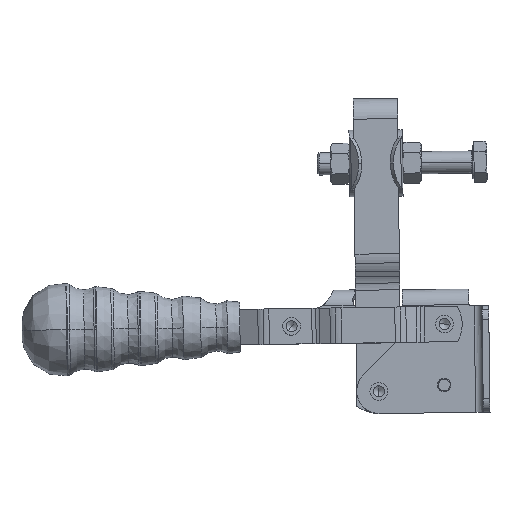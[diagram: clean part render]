
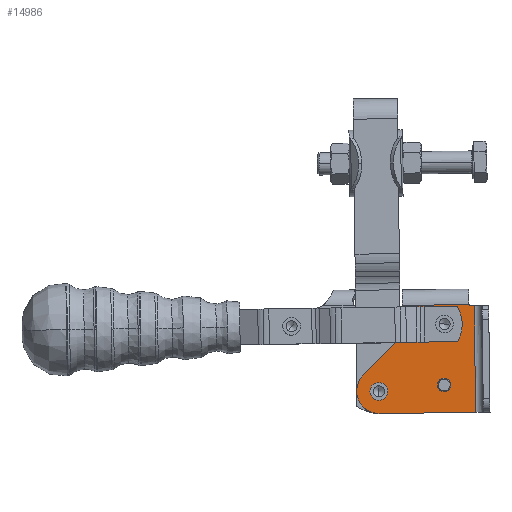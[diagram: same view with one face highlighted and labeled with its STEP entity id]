
A CAD part, front view. The second image highlights one B-rep face of the part: STEP entity #14986.
In plain terms, the highlighted planar face has unit normal (0, -1, 0).
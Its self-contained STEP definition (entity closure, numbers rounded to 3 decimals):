
#1645=CARTESIAN_POINT('',(-73.464,-60.014,-184.791));
#1646=VERTEX_POINT('',#1645);
#1662=CARTESIAN_POINT('',(-73.531,-60.014,-178.791));
#1663=VERTEX_POINT('',#1662);
#1670=CARTESIAN_POINT('',(-73.535,-60.014,-178.791));
#1671=VERTEX_POINT('',#1670);
#1672=CARTESIAN_POINT('',(-73.498,-60.014,-181.791));
#1673=DIRECTION('',(0.,1.0,0.));
#1674=DIRECTION('',(-0.013,0.,1.));
#1675=AXIS2_PLACEMENT_3D('',#1672,#1673,#1674);
#1676=CIRCLE('',#1675,3.);
#1677=EDGE_CURVE('',#1671,#1663,#1676,.T.);
#1679=CARTESIAN_POINT('',(-73.498,-60.014,-181.791));
#1680=DIRECTION('',(0.,1.0,0.));
#1681=DIRECTION('',(-0.013,0.,1.));
#1682=AXIS2_PLACEMENT_3D('',#1679,#1680,#1681);
#1683=CIRCLE('',#1682,3.);
#1684=EDGE_CURVE('',#1646,#1671,#1683,.T.);
#6404=CARTESIAN_POINT('',(-106.964,-60.014,-184.704));
#6405=VERTEX_POINT('',#6404);
#6414=CARTESIAN_POINT('',(-98.964,-60.014,-184.614));
#6415=VERTEX_POINT('',#6414);
#6416=CARTESIAN_POINT('',(-102.964,-60.014,-184.659));
#6417=DIRECTION('',(0.,1.0,0.));
#6418=DIRECTION('',(-0.013,0.,1.));
#6419=AXIS2_PLACEMENT_3D('',#6416,#6417,#6418);
#6420=CIRCLE('',#6419,4.);
#6421=EDGE_CURVE('',#6415,#6405,#6420,.T.);
#9864=CARTESIAN_POINT('',(-82.585,-60.014,-146.424));
#9865=VERTEX_POINT('',#9864);
#9873=CARTESIAN_POINT('',(-82.345,-60.014,-162.422));
#9874=VERTEX_POINT('',#9873);
#9875=CARTESIAN_POINT('',(-82.585,-60.014,-146.424));
#9876=DIRECTION('',(0.015,0.,-1.));
#9877=VECTOR('',#9876,16.);
#9878=LINE('',#9875,#9877);
#9879=EDGE_CURVE('',#9865,#9874,#9878,.T.);
#13078=CARTESIAN_POINT('',(-92.995,-60.014,-159.025));
#13079=VERTEX_POINT('',#13078);
#13088=CARTESIAN_POINT('',(-92.282,-60.014,-155.189));
#13089=VERTEX_POINT('',#13088);
#13090=CARTESIAN_POINT('',(-102.281,-60.014,-155.314));
#13091=DIRECTION('',(0.,-1.,0.));
#13092=DIRECTION('',(0.929,0.,-0.371));
#13093=AXIS2_PLACEMENT_3D('',#13090,#13091,#13092);
#13094=CIRCLE('',#13093,10.0);
#13095=EDGE_CURVE('',#13079,#13089,#13094,.T.);
#13120=CARTESIAN_POINT('',(-62.103,-60.014,-145.853));
#13121=VERTEX_POINT('',#13120);
#13130=CARTESIAN_POINT('',(-61.393,-60.014,-146.137));
#13131=VERTEX_POINT('',#13130);
#13132=CARTESIAN_POINT('',(-61.405,-60.014,-145.137));
#13133=DIRECTION('',(0.,-1.0,0.));
#13134=DIRECTION('',(-0.698,0.,-0.716));
#13135=AXIS2_PLACEMENT_3D('',#13132,#13133,#13134);
#13136=CIRCLE('',#13135,1.0);
#13137=EDGE_CURVE('',#13121,#13131,#13136,.T.);
#14302=CARTESIAN_POINT('',(-92.398,-60.014,-145.881));
#14303=VERTEX_POINT('',#14302);
#14304=CARTESIAN_POINT('',(-92.398,-60.014,-145.881));
#14305=DIRECTION('',(0.013,0.,-1.));
#14306=VECTOR('',#14305,9.309);
#14307=LINE('',#14304,#14306);
#14308=EDGE_CURVE('',#14303,#13089,#14307,.T.);
#14857=CARTESIAN_POINT('',(-72.029,-60.014,-137.269));
#14858=DIRECTION('',(0.0,-1.0,0.0));
#14859=DIRECTION('',(-0.013,0.0,1.));
#14860=AXIS2_PLACEMENT_3D('',#14857,#14858,#14859);
#14861=PLANE('',#14860);
#14862=CARTESIAN_POINT('',(-62.335,-60.014,-145.505));
#14863=VERTEX_POINT('',#14862);
#14864=CARTESIAN_POINT('',(-62.335,-60.014,-145.505));
#14865=DIRECTION('',(-1.,0.,-0.013));
#14866=VECTOR('',#14865,30.066);
#14867=LINE('',#14864,#14866);
#14868=EDGE_CURVE('',#14863,#14303,#14867,.T.);
#14869=ORIENTED_EDGE('',*,*,#14868,.T.);
#14870=ORIENTED_EDGE('',*,*,#14308,.T.);
#14871=ORIENTED_EDGE('',*,*,#13095,.F.);
#14872=CARTESIAN_POINT('',(-95.122,-60.014,-162.296));
#14873=VERTEX_POINT('',#14872);
#14874=CARTESIAN_POINT('',(-102.281,-60.014,-155.314));
#14875=DIRECTION('',(0.,-1.,0.));
#14876=DIRECTION('',(0.929,0.,-0.371));
#14877=AXIS2_PLACEMENT_3D('',#14874,#14875,#14876);
#14878=CIRCLE('',#14877,10.0);
#14879=EDGE_CURVE('',#14873,#13079,#14878,.T.);
#14880=ORIENTED_EDGE('',*,*,#14879,.F.);
#14881=CARTESIAN_POINT('',(-110.123,-60.014,-177.677));
#14882=VERTEX_POINT('',#14881);
#14883=CARTESIAN_POINT('',(-95.122,-60.014,-162.296));
#14884=DIRECTION('',(-0.698,0.,-0.716));
#14885=VECTOR('',#14884,21.485);
#14886=LINE('',#14883,#14885);
#14887=EDGE_CURVE('',#14873,#14882,#14886,.T.);
#14888=ORIENTED_EDGE('',*,*,#14887,.T.);
#14889=CARTESIAN_POINT('',(-102.839,-60.014,-194.659));
#14890=VERTEX_POINT('',#14889);
#14891=CARTESIAN_POINT('',(-102.964,-60.014,-184.659));
#14892=DIRECTION('',(0.,-1.,0.));
#14893=DIRECTION('',(-0.716,0.,0.698));
#14894=AXIS2_PLACEMENT_3D('',#14891,#14892,#14893);
#14895=CIRCLE('',#14894,10.0);
#14896=EDGE_CURVE('',#14882,#14890,#14895,.T.);
#14897=ORIENTED_EDGE('',*,*,#14896,.T.);
#14898=CARTESIAN_POINT('',(-59.342,-60.014,-194.115));
#14899=VERTEX_POINT('',#14898);
#14900=CARTESIAN_POINT('',(-59.342,-60.014,-194.115));
#14901=DIRECTION('',(-1.,0.,-0.013));
#14902=VECTOR('',#14901,43.5);
#14903=LINE('',#14900,#14902);
#14904=EDGE_CURVE('',#14899,#14890,#14903,.T.);
#14905=ORIENTED_EDGE('',*,*,#14904,.F.);
#14906=CARTESIAN_POINT('',(-59.942,-60.014,-146.118));
#14907=VERTEX_POINT('',#14906);
#14908=CARTESIAN_POINT('',(-59.342,-60.014,-194.115));
#14909=DIRECTION('',(-0.013,0.,1.));
#14910=VECTOR('',#14909,48.);
#14911=LINE('',#14908,#14910);
#14912=EDGE_CURVE('',#14899,#14907,#14911,.T.);
#14913=ORIENTED_EDGE('',*,*,#14912,.T.);
#14914=CARTESIAN_POINT('',(-59.942,-60.014,-146.118));
#14915=DIRECTION('',(-1.,0.0,-0.013));
#14916=VECTOR('',#14915,1.45);
#14917=LINE('',#14914,#14916);
#14918=EDGE_CURVE('',#14907,#13131,#14917,.T.);
#14919=ORIENTED_EDGE('',*,*,#14918,.T.);
#14920=ORIENTED_EDGE('',*,*,#13137,.F.);
#14921=CARTESIAN_POINT('',(-61.405,-60.014,-145.137));
#14922=DIRECTION('',(0.,-1.0,0.));
#14923=DIRECTION('',(-0.698,0.,-0.716));
#14924=AXIS2_PLACEMENT_3D('',#14921,#14922,#14923);
#14925=CIRCLE('',#14924,1.0);
#14926=EDGE_CURVE('',#14863,#13121,#14925,.T.);
#14927=ORIENTED_EDGE('',*,*,#14926,.F.);
#14928=EDGE_LOOP('',(#14869,#14870,#14871,#14880,#14888,#14897,#14905,#14913,#14919,#14920,#14927));
#14929=FACE_OUTER_BOUND('',#14928,.T.);
#14930=CARTESIAN_POINT('',(-67.606,-60.014,-146.2));
#14931=VERTEX_POINT('',#14930);
#14932=CARTESIAN_POINT('',(-82.585,-60.014,-146.424));
#14933=DIRECTION('',(1.,0.,0.015));
#14934=VECTOR('',#14933,14.981);
#14935=LINE('',#14932,#14934);
#14936=EDGE_CURVE('',#9865,#14931,#14935,.T.);
#14937=ORIENTED_EDGE('',*,*,#14936,.T.);
#14938=CARTESIAN_POINT('',(-67.366,-60.014,-162.198));
#14939=VERTEX_POINT('',#14938);
#14940=CARTESIAN_POINT('',(-81.341,-60.014,-154.407));
#14941=DIRECTION('',(0.,1.,0.));
#14942=DIRECTION('',(0.873,0.,-0.487));
#14943=AXIS2_PLACEMENT_3D('',#14940,#14941,#14942);
#14944=CIRCLE('',#14943,16.0);
#14945=EDGE_CURVE('',#14931,#14939,#14944,.T.);
#14946=ORIENTED_EDGE('',*,*,#14945,.T.);
#14947=CARTESIAN_POINT('',(-67.366,-60.014,-162.198));
#14948=DIRECTION('',(-1.,0.,-0.015));
#14949=VECTOR('',#14948,14.981);
#14950=LINE('',#14947,#14949);
#14951=EDGE_CURVE('',#14939,#9874,#14950,.T.);
#14952=ORIENTED_EDGE('',*,*,#14951,.T.);
#14953=ORIENTED_EDGE('',*,*,#9879,.F.);
#14954=EDGE_LOOP('',(#14937,#14946,#14952,#14953));
#14955=FACE_BOUND('',#14954,.T.);
#14956=CARTESIAN_POINT('',(-103.014,-60.014,-180.66));
#14957=VERTEX_POINT('',#14956);
#14958=CARTESIAN_POINT('',(-102.964,-60.014,-184.659));
#14959=DIRECTION('',(0.,1.0,0.));
#14960=DIRECTION('',(-0.013,0.,1.));
#14961=AXIS2_PLACEMENT_3D('',#14958,#14959,#14960);
#14962=CIRCLE('',#14961,4.);
#14963=EDGE_CURVE('',#14957,#6415,#14962,.T.);
#14964=ORIENTED_EDGE('',*,*,#14963,.T.);
#14965=ORIENTED_EDGE('',*,*,#6421,.T.);
#14966=CARTESIAN_POINT('',(-102.964,-60.014,-184.659));
#14967=DIRECTION('',(0.,1.0,0.));
#14968=DIRECTION('',(-0.013,0.,1.));
#14969=AXIS2_PLACEMENT_3D('',#14966,#14967,#14968);
#14970=CIRCLE('',#14969,4.);
#14971=EDGE_CURVE('',#6405,#14957,#14970,.T.);
#14972=ORIENTED_EDGE('',*,*,#14971,.T.);
#14973=EDGE_LOOP('',(#14964,#14965,#14972));
#14974=FACE_BOUND('',#14973,.T.);
#14975=ORIENTED_EDGE('',*,*,#1677,.T.);
#14976=CARTESIAN_POINT('',(-73.498,-60.014,-181.791));
#14977=DIRECTION('',(0.,1.0,0.));
#14978=DIRECTION('',(-0.013,0.,1.));
#14979=AXIS2_PLACEMENT_3D('',#14976,#14977,#14978);
#14980=CIRCLE('',#14979,3.);
#14981=EDGE_CURVE('',#1663,#1646,#14980,.T.);
#14982=ORIENTED_EDGE('',*,*,#14981,.T.);
#14983=ORIENTED_EDGE('',*,*,#1684,.T.);
#14984=EDGE_LOOP('',(#14975,#14982,#14983));
#14985=FACE_BOUND('',#14984,.T.);
#14986=ADVANCED_FACE('',(#14929,#14955,#14974,#14985),#14861,.T.);
